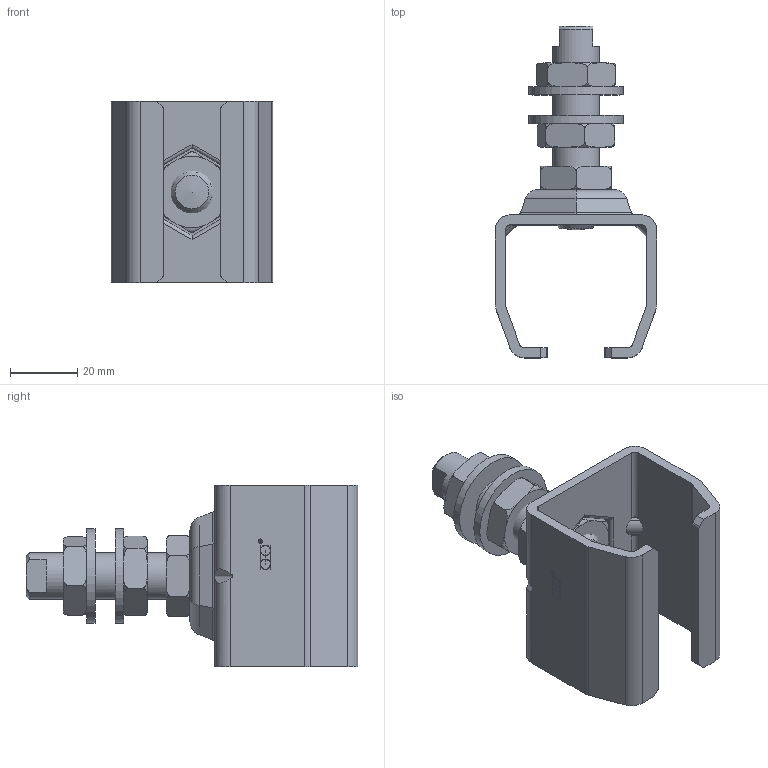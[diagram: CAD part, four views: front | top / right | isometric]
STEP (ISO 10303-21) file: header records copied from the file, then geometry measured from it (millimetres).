
FILE_DESCRIPTION(/* description */ ('Support Enveloppant Tige Courte'),/* implementation_level */ '2;1');
FILE_NAME(/* name */ '9031XA2.stp',/* time_stamp */ '2019-08-23T08:40:19+02:00',/* author */ ('Marc'),/* organization */ (''),/* preprocessor_version */ 'ST-DEVELOPER v17.2',/* originating_system */ 'Autodesk Inventor 2019',/* authorisation */ '');
FILE_SCHEMA (('AUTOMOTIVE_DESIGN { 1 0 10303 214 3 1 1 }'));
Length unit declared in the file: millimetre
Products named in the file (5): 9031XA2; 18369_A; 18362; 06047; 09124
Assembly tree (8 placements, depth 2):
  9031XA2
    18369_A
    18362
    06047  x4
    09124  x2
Bounding box: 48 x 98.67 x 54 mm (x, y, z)
Volume: 43743.8 mm3; surface area: 27599.6 mm2
Topology: 8 solids, 8 shells, 320 faces, 849 edges, 564 vertices
Faces by surface type: plane 144, cylinder 64, bspline 60, torus 48, cone 4
Full cylindrical faces by diameter (mm): 1.151 x1, 1.25 x1, 11.835 x4, 14 x1, 14.2 x2, 16 x1, 28 x2
Entity records: 8734 total; most frequent: CARTESIAN_POINT 2595, ORIENTED_EDGE 1328, DIRECTION 1054, EDGE_CURVE 664, VERTEX_POINT 439, LINE 390, VECTOR 390, AXIS2_PLACEMENT_3D 332
